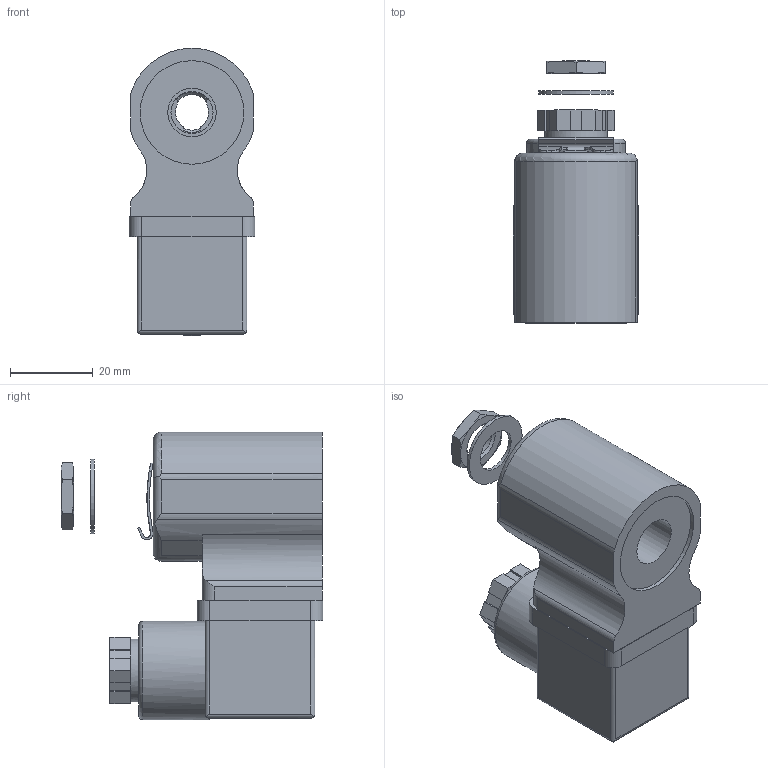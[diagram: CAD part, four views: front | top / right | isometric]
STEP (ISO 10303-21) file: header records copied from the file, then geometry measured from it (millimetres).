
FILE_DESCRIPTION(/* description */ ('STEP AP214'),/* implementation_level */ '2;1');
FILE_NAME(/* name */ '3599_MSG-24DC',/* time_stamp */ '2024-09-11T19:52:23+02:00',/* author */ ('License CC BY-ND 4.0'),/* organization */ ('CADENAS'),/* preprocessor_version */ 'ST-DEVELOPER v19.3',/* originating_system */ 'PARTsolutions',/* authorisation */ ' ');
FILE_SCHEMA (('AUTOMOTIVE_DESIGN {1 0 10303 214 3 1 1}'));
Length unit declared in the file: millimetre
Products named in the file (6): 3599 MSG-24DC---(0); 3599MSG-24DC---(MG); 34583 MSSD-C---(0); 331065MCH_SC; DIN-137 A 10; 1/8 14 3---(M)
Assembly tree (5 placements, depth 2):
  3599 MSG-24DC---(0)
    3599MSG-24DC---(MG)
    34583 MSSD-C---(0)
    331065MCH_SC
    DIN-137 A 10
    1/8 14 3---(M)
Bounding box: 30.3 x 63.15 x 69.4 mm (x, y, z)
Volume: 62267.1 mm3; surface area: 19760.2 mm2
Topology: 5 solids, 5 shells, 294 faces, 759 edges, 495 vertices
Faces by surface type: plane 176, cylinder 97, cone 18, torus 3
Full cylindrical faces by diameter (mm): 1.6 x2, 1.65 x1, 2.459 x1, 3 x1, 3.2 x1, 3.5 x1, 5.5 x1, 6 x1, 8.566 x1, 10.14 x1, 10.3 x1, 10.5 x1, 11.7 x1, 15.2 x1, 18 x1, 20 x1, 22 x1, 23.8 x1, 25 x1
Entity records: 10645 total; most frequent: CARTESIAN_POINT 1782, ORIENTED_EDGE 1444, DIRECTION 1437, EDGE_CURVE 722, AXIS2_PLACEMENT_3D 496, VERTEX_POINT 486, LINE 445, VECTOR 445
